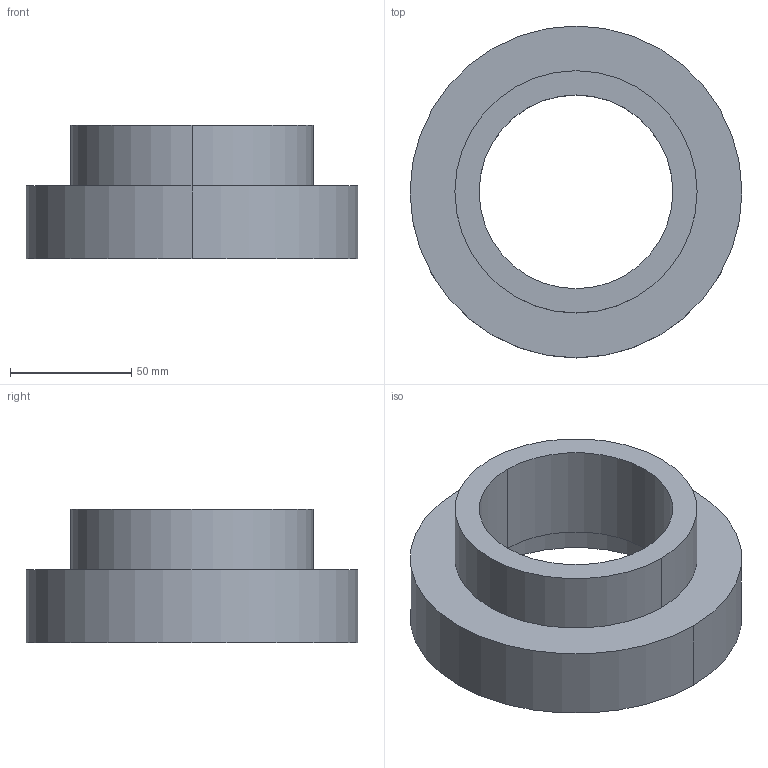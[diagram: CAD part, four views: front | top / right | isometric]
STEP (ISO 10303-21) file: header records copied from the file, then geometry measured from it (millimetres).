
FILE_DESCRIPTION((''),'2;1');
FILE_NAME('RONDELLE_AMORTISSEUR_MERCURY','2022-02-25T09:03:11',('Frilame'),(''),'CREO PARAMETRIC BY PTC INC, 2018400','CREO PARAMETRIC BY PTC INC, 2018400','');
FILE_SCHEMA(('CONFIG_CONTROL_DESIGN','GEOMETRIC_VALIDATION_PROPERTIES_MIM'));
Length unit declared in the file: millimetre
Products named in the file (1): RONDELLE_AMORTISSEUR_MERCURY
Bounding box: 137 x 137 x 55 mm (x, y, z)
Volume: 319712 mm3; surface area: 54960.6 mm2
Topology: 1 solids, 1 shells, 12 faces, 25 edges, 18 vertices
Faces by surface type: cylinder 8, plane 4
Entity records: 447 total; most frequent: DIRECTION 67, CARTESIAN_POINT 56, ORIENTED_EDGE 48, AXIS2_PLACEMENT_3D 29, EDGE_CURVE 24, COLOUR_RGB 19, VERTEX_POINT 16, EDGE_LOOP 16
